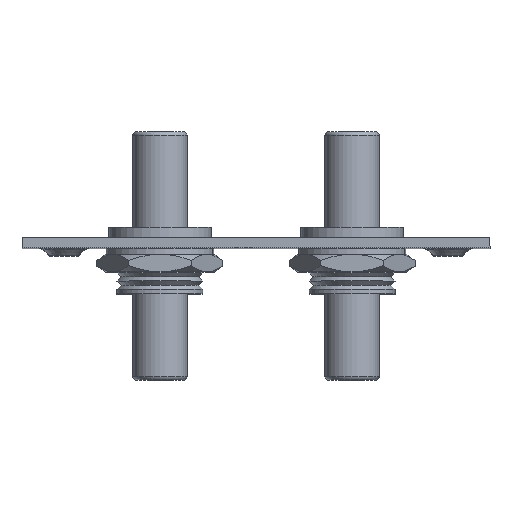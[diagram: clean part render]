
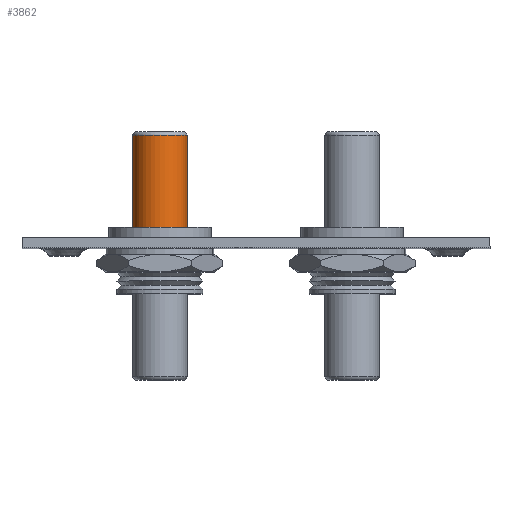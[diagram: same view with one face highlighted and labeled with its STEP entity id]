
A CAD part, top view. The second image highlights one B-rep face of the part: STEP entity #3862.
In plain terms, the highlighted cylindrical face has radius 3.937 mm (diameter 7.874 mm), a partial arc.
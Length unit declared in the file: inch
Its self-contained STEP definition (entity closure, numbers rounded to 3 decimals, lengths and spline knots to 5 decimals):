
#982 = AXIS2_PLACEMENT_3D ( 'NONE', #988, #999, #998 ) ;
#983 = CIRCLE ( 'NONE', #982, 0.155 ) ;
#984 = DIRECTION ( 'NONE',  ( -1., 0., 0. ) ) ;
#985 = DIRECTION ( 'NONE',  ( 0., 1., 0. ) ) ;
#986 = CARTESIAN_POINT ( 'NONE',  ( 0., 0.873, 0. ) ) ;
#987 = AXIS2_PLACEMENT_3D ( 'NONE', #986, #985, #984 ) ;
#988 = CARTESIAN_POINT ( 'NONE',  ( 0., -0.527, 0. ) ) ;
#989 = CYLINDRICAL_SURFACE ( 'NONE', #987, 0.155 ) ;
#994 = FACE_OUTER_BOUND ( 'NONE', #3863, .T. ) ;
#998 = DIRECTION ( 'NONE',  ( 1., 0., 0. ) ) ;
#999 = DIRECTION ( 'NONE',  ( 0., 1., 0. ) ) ;
#1252 = CARTESIAN_POINT ( 'NONE',  ( 0., 0., 0. ) ) ;
#1253 = AXIS2_PLACEMENT_3D ( 'NONE', #1252, #1262, #1261 ) ;
#1254 = CIRCLE ( 'NONE', #1253, 0.155 ) ;
#1261 = DIRECTION ( 'NONE',  ( -1., 0., 0. ) ) ;
#1262 = DIRECTION ( 'NONE',  ( 0., 1., 0. ) ) ;
#1292 = CARTESIAN_POINT ( 'NONE',  ( 0.155, 0.873, 0. ) ) ;
#1293 = LINE ( 'NONE', #1292, #1359 ) ;
#1351 = CARTESIAN_POINT ( 'NONE',  ( -0.155, 0., 0. ) ) ;
#1357 = CARTESIAN_POINT ( 'NONE',  ( 0.155, 0., 0. ) ) ;
#1358 = DIRECTION ( 'NONE',  ( 0., 1., 0. ) ) ;
#1359 = VECTOR ( 'NONE', #1358, 39.37008 ) ;
#3565 = EDGE_CURVE ( 'NONE', #3602, #3890, #6723, .T. ) ;
#3602 = VERTEX_POINT ( 'NONE', #7344 ) ;
#3603 = VERTEX_POINT ( 'NONE', #7343 ) ;
#3862 = ADVANCED_FACE ( 'NONE', ( #994 ), #989, .T. ) ;
#3863 = EDGE_LOOP ( 'NONE', ( #3864, #3865, #3867, #3868 ) ) ;
#3864 = ORIENTED_EDGE ( 'NONE', *, *, #3886, .F. ) ;
#3865 = ORIENTED_EDGE ( 'NONE', *, *, #3866, .T. ) ;
#3866 = EDGE_CURVE ( 'NONE', #3603, #3602, #983, .T. ) ;
#3867 = ORIENTED_EDGE ( 'NONE', *, *, #3565, .T. ) ;
#3868 = ORIENTED_EDGE ( 'NONE', *, *, #3876, .F. ) ;
#3876 = EDGE_CURVE ( 'NONE', #3887, #3890, #1254, .T. ) ;
#3886 = EDGE_CURVE ( 'NONE', #3603, #3887, #1293, .T. ) ;
#3887 = VERTEX_POINT ( 'NONE', #1357 ) ;
#3890 = VERTEX_POINT ( 'NONE', #1351 ) ;
#6720 = DIRECTION ( 'NONE',  ( 0., 1., 0. ) ) ;
#6721 = VECTOR ( 'NONE', #6720, 39.37008 ) ;
#6722 = CARTESIAN_POINT ( 'NONE',  ( -0.155, 0.873, 0. ) ) ;
#6723 = LINE ( 'NONE', #6722, #6721 ) ;
#7343 = CARTESIAN_POINT ( 'NONE',  ( 0.155, -0.527, 0. ) ) ;
#7344 = CARTESIAN_POINT ( 'NONE',  ( -0.155, -0.527, 0. ) ) ;
